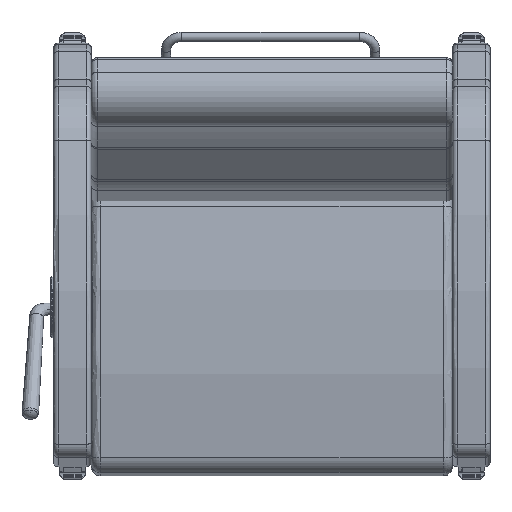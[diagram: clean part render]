
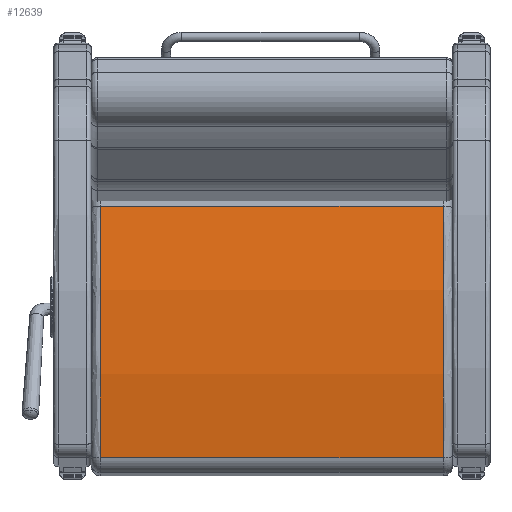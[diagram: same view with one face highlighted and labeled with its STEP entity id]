
A CAD part, front view. The second image highlights one B-rep face of the part: STEP entity #12639.
In plain terms, the highlighted free-form (B-spline) face has degree [1, 2] with [2, 3] control points.
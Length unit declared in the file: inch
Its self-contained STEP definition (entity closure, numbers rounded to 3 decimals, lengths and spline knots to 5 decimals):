
#276=(
BOUNDED_SURFACE()
B_SPLINE_SURFACE(1,2,((#20280,#20281,#20282),(#20283,#20284,#20285)),
 .UNSPECIFIED.,.F.,.F.,.F.)
B_SPLINE_SURFACE_WITH_KNOTS((2,2),(3,3),(-0.22896,0.22896),
(1.36178,1.69928),.UNSPECIFIED.)
GEOMETRIC_REPRESENTATION_ITEM()
RATIONAL_B_SPLINE_SURFACE(((1.,0.986,1.),(1.,0.986,
1.)))
REPRESENTATION_ITEM('')
SURFACE()
);
#512=ELLIPSE('',#13791,60.05357,60.);
#522=ELLIPSE('',#13819,60.05357,60.);
#1190=FACE_OUTER_BOUND('',#2034,.T.);
#2034=EDGE_LOOP('',(#8670,#8671,#8672,#8673));
#2973=LINE('',#20278,#3820);
#2974=LINE('',#20287,#3821);
#3820=VECTOR('',#15719,0.3937);
#3821=VECTOR('',#15722,0.3937);
#5512=VERTEX_POINT('',#20070);
#5513=VERTEX_POINT('',#20071);
#5538=VERTEX_POINT('',#20277);
#5539=VERTEX_POINT('',#20286);
#6700=EDGE_CURVE('',#5512,#5513,#512,.T.);
#6738=EDGE_CURVE('',#5513,#5538,#2973,.T.);
#6740=EDGE_CURVE('',#5512,#5539,#2974,.T.);
#6741=EDGE_CURVE('',#5538,#5539,#522,.T.);
#8670=ORIENTED_EDGE('',*,*,#6700,.F.);
#8671=ORIENTED_EDGE('',*,*,#6740,.T.);
#8672=ORIENTED_EDGE('',*,*,#6741,.F.);
#8673=ORIENTED_EDGE('',*,*,#6738,.F.);
#12639=ADVANCED_FACE('',(#1190),#276,.F.);
#13791=AXIS2_PLACEMENT_3D('',#20072,#15651,#15652);
#13819=AXIS2_PLACEMENT_3D('',#20288,#15723,#15724);
#15651=DIRECTION('center_axis',(0.,0.,-1.));
#15652=DIRECTION('ref_axis',(1.,0.,0.));
#15719=DIRECTION('',(0.,0.,1.));
#15722=DIRECTION('',(0.,0.,1.));
#15723=DIRECTION('center_axis',(0.,0.,1.));
#15724=DIRECTION('ref_axis',(1.,0.,0.));
#20070=CARTESIAN_POINT('',(-10.04459,1.25621,-13.75));
#20071=CARTESIAN_POINT('',(10.1114,0.44486,-13.75));
#20072=CARTESIAN_POINT('Origin',(-2.34979,-58.24922,-13.75));
#20277=CARTESIAN_POINT('',(10.1114,0.44486,13.75));
#20278=CARTESIAN_POINT('',(10.1114,0.44486,0.));
#20280=CARTESIAN_POINT('Ctrl Pts',(10.1114,0.44486,-13.75));
#20281=CARTESIAN_POINT('Ctrl Pts',(0.10258,2.56602,-13.75));
#20282=CARTESIAN_POINT('Ctrl Pts',(-10.04459,1.25621,-13.75));
#20283=CARTESIAN_POINT('Ctrl Pts',(10.1114,0.44486,13.75));
#20284=CARTESIAN_POINT('Ctrl Pts',(0.10258,2.56602,13.75));
#20285=CARTESIAN_POINT('Ctrl Pts',(-10.04459,1.25621,13.75));
#20286=CARTESIAN_POINT('',(-10.04459,1.25621,13.75));
#20287=CARTESIAN_POINT('',(-10.04459,1.25621,0.));
#20288=CARTESIAN_POINT('Origin',(-2.34979,-58.24922,13.75));
